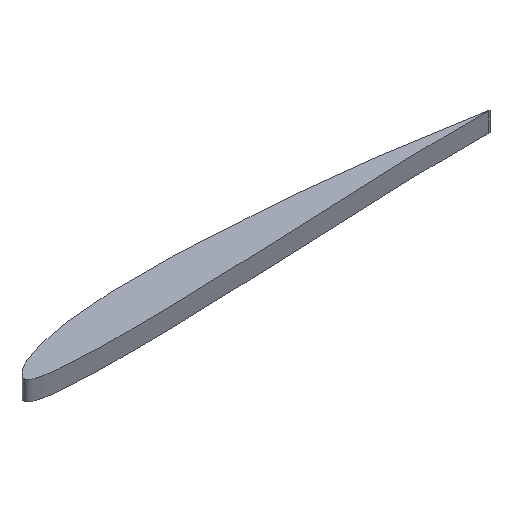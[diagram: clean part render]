
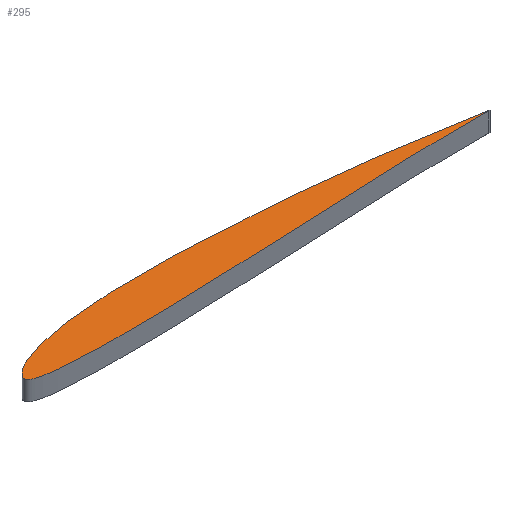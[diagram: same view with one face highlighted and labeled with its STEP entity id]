
A CAD part, isometric view. The second image highlights one B-rep face of the part: STEP entity #295.
In plain terms, the highlighted planar face has unit normal (0, 0, 1).
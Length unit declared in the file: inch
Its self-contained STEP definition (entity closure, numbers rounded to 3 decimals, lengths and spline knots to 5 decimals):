
#3 = EDGE_LOOP ( 'NONE', ( #308, #248 ) ) ;
#18 = CARTESIAN_POINT ( 'NONE',  ( 5.53604, 0.07319, 0.25 ) ) ;
#19 = CARTESIAN_POINT ( 'NONE',  ( 0.14938, -0.08572, 0.25 ) ) ;
#21 = CARTESIAN_POINT ( 'NONE',  ( 0.40221, -0.11976, 0.25 ) ) ;
#23 = CARTESIAN_POINT ( 'NONE',  ( 0.99161, -0.14085, 0.25 ) ) ;
#26 = VECTOR ( 'NONE', #113, 39.37008 ) ;
#35 = CARTESIAN_POINT ( 'NONE',  ( 0.01245, 0.27299, 0.25 ) ) ;
#41 = CARTESIAN_POINT ( 'NONE',  ( 3.03376, -0.08893, 0.25 ) ) ;
#46 = CARTESIAN_POINT ( 'NONE',  ( 5.35464, 0.10518, 0.25 ) ) ;
#48 = CARTESIAN_POINT ( 'NONE',  ( 0.06712, 0.09967, 0.25 ) ) ;
#51 = CARTESIAN_POINT ( 'NONE',  ( 3.85707, 0.3106, 0.25 ) ) ;
#61 = CARTESIAN_POINT ( 'NONE',  ( 5.98026, 0.0009, 0.25 ) ) ;
#72 = B_SPLINE_CURVE_WITH_KNOTS ( 'NONE', 3,
 ( #74, #75, #246, #300, #355, #107, #18, #46, #297, #183, #330, #139, #210, #51, #208, #353, #302, #209, #243, #109, #327, #76, #159, #267, #272, #328, #184, #133, #299, #163, #48, #160, #239, #79, #269, #19, #161, #21, #135, #186, #23, #249, #360, #271, #104, #217, #137, #41, #177, #266, #265, #178, #102, #202, #294, #205, #322, #235, #206, #324, #97, #350 ),
 .UNSPECIFIED., .F., .F.,
 ( 4, 1, 1, 1, 1, 1, 1, 1, 1, 1, 1, 1, 1, 1, 1, 1, 1, 1, 1, 1, 1, 1, 1, 1, 1, 1, 1, 1, 1, 1, 1, 1, 1, 1, 1, 1, 1, 1, 1, 1, 1, 1, 1, 1, 1, 1, 1, 1, 1, 1, 1, 1, 1, 1, 1, 1, 1, 1, 1, 4 ),
 ( 0., 0.00164, 0.00647, 0.0143, 0.02488, 0.03794, 0.05319, 0.07038, 0.08926, 0.10965, 0.1314, 0.15429, 0.1781, 0.20253, 0.22733, 0.25223, 0.27697, 0.3013, 0.32497, 0.34777, 0.36949, 0.38995, 0.40898, 0.42647, 0.44231, 0.45642, 0.46877, 0.47935, 0.48816, 0.49522, 0.50061, 0.50442, 0.50734, 0.51189, 0.51877, 0.52806, 0.53975, 0.55378, 0.57006, 0.58844, 0.60875, 0.63075, 0.65421, 0.67887, 0.70445, 0.73068, 0.75725, 0.78388, 0.81027, 0.8361, 0.86107, 0.8849, 0.90726, 0.92786, 0.94639, 0.96262, 0.97629, 0.98719, 0.99515, 1. ),
 .UNSPECIFIED. ) ;
#73 = AXIS2_PLACEMENT_3D ( 'NONE', #182, #354, #106 ) ;
#74 = CARTESIAN_POINT ( 'NONE',  ( 6., 0., 0.25 ) ) ;
#75 = CARTESIAN_POINT ( 'NONE',  ( 5.99342, 0.00073, 0.25 ) ) ;
#76 = CARTESIAN_POINT ( 'NONE',  ( 1.54373, 0.41284, 0.25 ) ) ;
#79 = CARTESIAN_POINT ( 'NONE',  ( 0.01329, -0.03944, 0.25 ) ) ;
#91 = LINE ( 'NONE', #35, #26 ) ;
#97 = CARTESIAN_POINT ( 'NONE',  ( 5.96062, 0.00159, 0.25 ) ) ;
#102 = CARTESIAN_POINT ( 'NONE',  ( 4.57663, -0.02195, 0.25 ) ) ;
#104 = CARTESIAN_POINT ( 'NONE',  ( 2.08576, -0.12369, 0.25 ) ) ;
#106 = DIRECTION ( 'NONE',  ( 1., 0., 0. ) ) ;
#107 = CARTESIAN_POINT ( 'NONE',  ( 5.69118, 0.04607, 0.25 ) ) ;
#109 = CARTESIAN_POINT ( 'NONE',  ( 2.08291, 0.4191, 0.25 ) ) ;
#113 = DIRECTION ( 'NONE',  ( 0.999, -0.046, 0. ) ) ;
#118 = VERTEX_POINT ( 'NONE', #61 ) ;
#133 = CARTESIAN_POINT ( 'NONE',  ( 0.35511, 0.24309, 0.25 ) ) ;
#135 = CARTESIAN_POINT ( 'NONE',  ( 0.57205, -0.1307, 0.25 ) ) ;
#137 = CARTESIAN_POINT ( 'NONE',  ( 2.7124, -0.10189, 0.25 ) ) ;
#139 = CARTESIAN_POINT ( 'NONE',  ( 4.41863, 0.24697, 0.25 ) ) ;
#159 = CARTESIAN_POINT ( 'NONE',  ( 1.29619, 0.40017, 0.25 ) ) ;
#160 = CARTESIAN_POINT ( 'NONE',  ( 0.02265, 0.05294, 0.25 ) ) ;
#161 = CARTESIAN_POINT ( 'NONE',  ( 0.26155, -0.10409, 0.25 ) ) ;
#163 = CARTESIAN_POINT ( 'NONE',  ( 0.13953, 0.14842, 0.25 ) ) ;
#177 = CARTESIAN_POINT ( 'NONE',  ( 3.35571, -0.07511, 0.25 ) ) ;
#178 = CARTESIAN_POINT ( 'NONE',  ( 4.28875, -0.03395, 0.25 ) ) ;
#182 = CARTESIAN_POINT ( 'NONE',  ( 0., 0., 0.25 ) ) ;
#183 = CARTESIAN_POINT ( 'NONE',  ( 4.92417, 0.17662, 0.25 ) ) ;
#184 = CARTESIAN_POINT ( 'NONE',  ( 0.49907, 0.28542, 0.25 ) ) ;
#186 = CARTESIAN_POINT ( 'NONE',  ( 0.76905, -0.1377, 0.25 ) ) ;
#190 = CARTESIAN_POINT ( 'NONE',  ( 6., 0., 0.25 ) ) ;
#202 = CARTESIAN_POINT ( 'NONE',  ( 4.84686, -0.01208, 0.25 ) ) ;
#205 = CARTESIAN_POINT ( 'NONE',  ( 5.31982, 0.0011, 0.25 ) ) ;
#206 = CARTESIAN_POINT ( 'NONE',  ( 5.81279, 0.00489, 0.25 ) ) ;
#208 = CARTESIAN_POINT ( 'NONE',  ( 3.56271, 0.33885, 0.25 ) ) ;
#209 = CARTESIAN_POINT ( 'NONE',  ( 2.66389, 0.40153, 0.25 ) ) ;
#210 = CARTESIAN_POINT ( 'NONE',  ( 4.14344, 0.27977, 0.25 ) ) ;
#213 = PLANE ( 'NONE',  #73 ) ;
#217 = CARTESIAN_POINT ( 'NONE',  ( 2.39522, -0.11359, 0.25 ) ) ;
#235 = CARTESIAN_POINT ( 'NONE',  ( 5.68108, 0.00551, 0.25 ) ) ;
#239 = CARTESIAN_POINT ( 'NONE',  ( -0.00672, 0.008, 0.25 ) ) ;
#243 = CARTESIAN_POINT ( 'NONE',  ( 2.36956, 0.41306, 0.25 ) ) ;
#246 = CARTESIAN_POINT ( 'NONE',  ( 5.9674, 0.00361, 0.25 ) ) ;
#248 = ORIENTED_EDGE ( 'NONE', *, *, #336, .T. ) ;
#249 = CARTESIAN_POINT ( 'NONE',  ( 1.23735, -0.1407, 0.25 ) ) ;
#263 = EDGE_CURVE ( 'NONE', #118, #365, #91, .T. ) ;
#265 = CARTESIAN_POINT ( 'NONE',  ( 3.98685, -0.04707, 0.25 ) ) ;
#266 = CARTESIAN_POINT ( 'NONE',  ( 3.67462, -0.06103, 0.25 ) ) ;
#267 = CARTESIAN_POINT ( 'NONE',  ( 1.06629, 0.38075, 0.25 ) ) ;
#269 = CARTESIAN_POINT ( 'NONE',  ( 0.07059, -0.06089, 0.25 ) ) ;
#271 = CARTESIAN_POINT ( 'NONE',  ( 1.78746, -0.13186, 0.25 ) ) ;
#272 = CARTESIAN_POINT ( 'NONE',  ( 0.8558, 0.35498, 0.25 ) ) ;
#294 = CARTESIAN_POINT ( 'NONE',  ( 5.09574, -0.00425, 0.25 ) ) ;
#295 = ADVANCED_FACE ( 'NONE', ( #357 ), #213, .T. ) ;
#297 = CARTESIAN_POINT ( 'NONE',  ( 5.14986, 0.14027, 0.25 ) ) ;
#299 = CARTESIAN_POINT ( 'NONE',  ( 0.23487, 0.19693, 0.25 ) ) ;
#300 = CARTESIAN_POINT ( 'NONE',  ( 5.91, 0.01118, 0.25 ) ) ;
#302 = CARTESIAN_POINT ( 'NONE',  ( 2.96294, 0.38494, 0.25 ) ) ;
#308 = ORIENTED_EDGE ( 'NONE', *, *, #263, .T. ) ;
#322 = CARTESIAN_POINT ( 'NONE',  ( 5.51589, 0.00429, 0.25 ) ) ;
#324 = CARTESIAN_POINT ( 'NONE',  ( 5.9088, 0.00341, 0.25 ) ) ;
#327 = CARTESIAN_POINT ( 'NONE',  ( 1.80676, 0.41908, 0.25 ) ) ;
#328 = CARTESIAN_POINT ( 'NONE',  ( 0.66631, 0.323, 0.25 ) ) ;
#330 = CARTESIAN_POINT ( 'NONE',  ( 4.67971, 0.21251, 0.25 ) ) ;
#336 = EDGE_CURVE ( 'NONE', #365, #118, #72, .T. ) ;
#350 = CARTESIAN_POINT ( 'NONE',  ( 5.98026, 0.0009, 0.25 ) ) ;
#353 = CARTESIAN_POINT ( 'NONE',  ( 3.26359, 0.36381, 0.25 ) ) ;
#354 = DIRECTION ( 'NONE',  ( 0., 0., 1. ) ) ;
#355 = CARTESIAN_POINT ( 'NONE',  ( 5.8169, 0.02514, 0.25 ) ) ;
#357 = FACE_OUTER_BOUND ( 'NONE', #3, .T. ) ;
#360 = CARTESIAN_POINT ( 'NONE',  ( 1.50362, -0.13766, 0.25 ) ) ;
#365 = VERTEX_POINT ( 'NONE', #190 ) ;
